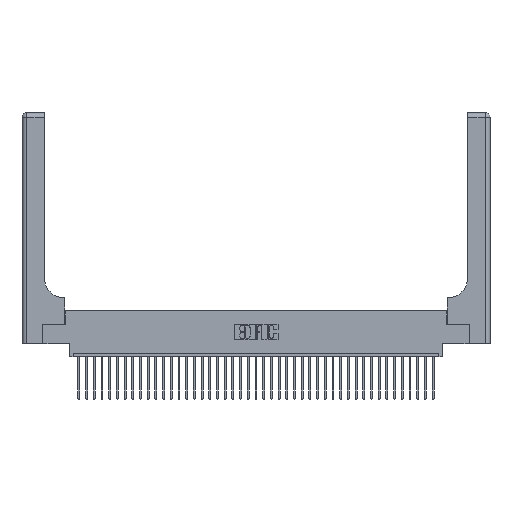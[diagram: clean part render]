
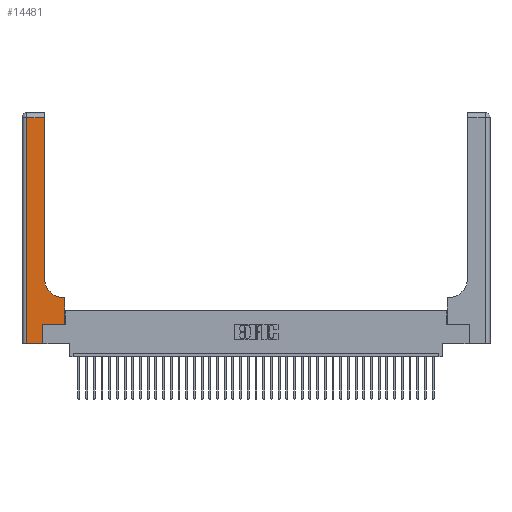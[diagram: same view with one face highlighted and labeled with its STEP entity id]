
A CAD part, top view. The second image highlights one B-rep face of the part: STEP entity #14481.
In plain terms, the highlighted planar face has unit normal (0, 0, 1).
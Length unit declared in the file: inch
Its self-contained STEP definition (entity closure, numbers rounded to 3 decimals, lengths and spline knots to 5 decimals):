
#226 = CARTESIAN_POINT ( 'NONE',  ( 0.2915, 3., 0.37 ) ) ;
#560 = ORIENTED_EDGE ( 'NONE', *, *, #8797, .T. ) ;
#929 = LINE ( 'NONE', #15800, #34268 ) ;
#1512 = PLANE ( 'NONE',  #8247 ) ;
#1952 = VERTEX_POINT ( 'NONE', #17466 ) ;
#2606 = VERTEX_POINT ( 'NONE', #23652 ) ;
#2610 = DIRECTION ( 'NONE',  ( 0., 1., 0. ) ) ;
#2737 = CARTESIAN_POINT ( 'NONE',  ( 0.5585, 0.25, 0.37 ) ) ;
#3853 = ORIENTED_EDGE ( 'NONE', *, *, #24293, .T. ) ;
#3910 = DIRECTION ( 'NONE',  ( 0., 1., 0. ) ) ;
#4076 = DIRECTION ( 'NONE',  ( -1., 0., 0. ) ) ;
#4172 = CARTESIAN_POINT ( 'NONE',  ( 0.06, 0., 0.37 ) ) ;
#4311 = LINE ( 'NONE', #28050, #21280 ) ;
#6461 = ORIENTED_EDGE ( 'NONE', *, *, #32866, .T. ) ;
#6956 = EDGE_CURVE ( 'NONE', #9109, #32005, #19926, .T. ) ;
#7912 = EDGE_CURVE ( 'NONE', #21656, #2606, #13102, .T. ) ;
#8008 = ORIENTED_EDGE ( 'NONE', *, *, #6956, .T. ) ;
#8247 = AXIS2_PLACEMENT_3D ( 'NONE', #13535, #23109, #4076 ) ;
#8797 = EDGE_CURVE ( 'NONE', #32819, #1952, #4311, .T. ) ;
#8834 = VERTEX_POINT ( 'NONE', #25194 ) ;
#9109 = VERTEX_POINT ( 'NONE', #4172 ) ;
#9270 = LINE ( 'NONE', #34719, #14121 ) ;
#9333 = VECTOR ( 'NONE', #9456, 39.37008 ) ;
#9456 = DIRECTION ( 'NONE',  ( 1., 0., 0. ) ) ;
#13102 = LINE ( 'NONE', #226, #21809 ) ;
#13335 = ORIENTED_EDGE ( 'NONE', *, *, #7912, .T. ) ;
#13535 = CARTESIAN_POINT ( 'NONE',  ( 0., 3., 0.37 ) ) ;
#13735 = EDGE_LOOP ( 'NONE', ( #13335, #39407, #3853, #8008, #6461, #560, #24588, #23978, #21194 ) ) ;
#14121 = VECTOR ( 'NONE', #17574, 39.37008 ) ;
#14451 = VECTOR ( 'NONE', #2610, 39.37008 ) ;
#14481 = ADVANCED_FACE ( 'NONE', ( #16405 ), #1512, .F. ) ;
#14954 = LINE ( 'NONE', #2737, #14451 ) ;
#15800 = CARTESIAN_POINT ( 'NONE',  ( 0.269, 0., 0.37 ) ) ;
#16405 = FACE_OUTER_BOUND ( 'NONE', #13735, .T. ) ;
#16600 = AXIS2_PLACEMENT_3D ( 'NONE', #19584, #25708, #25831 ) ;
#17466 = CARTESIAN_POINT ( 'NONE',  ( 0.5585, 0.25, 0.37 ) ) ;
#17574 = DIRECTION ( 'NONE',  ( -1., 0., 0. ) ) ;
#18752 = CARTESIAN_POINT ( 'NONE',  ( 0.5585, 0.6, 0.37 ) ) ;
#19584 = CARTESIAN_POINT ( 'NONE',  ( 0.5415, 0.85, 0.37 ) ) ;
#19926 = LINE ( 'NONE', #37548, #9333 ) ;
#21194 = ORIENTED_EDGE ( 'NONE', *, *, #38529, .T. ) ;
#21280 = VECTOR ( 'NONE', #31173, 39.37008 ) ;
#21656 = VERTEX_POINT ( 'NONE', #28523 ) ;
#21809 = VECTOR ( 'NONE', #39935, 39.37008 ) ;
#23109 = DIRECTION ( 'NONE',  ( 0., 0., -1. ) ) ;
#23652 = CARTESIAN_POINT ( 'NONE',  ( 0.2915, 2.94, 0.37 ) ) ;
#23918 = LINE ( 'NONE', #23921, #34166 ) ;
#23921 = CARTESIAN_POINT ( 'NONE',  ( 0.06, 3., 0.37 ) ) ;
#23978 = ORIENTED_EDGE ( 'NONE', *, *, #24567, .T. ) ;
#24293 = EDGE_CURVE ( 'NONE', #8834, #9109, #23918, .T. ) ;
#24567 = EDGE_CURVE ( 'NONE', #32737, #28883, #33668, .T. ) ;
#24588 = ORIENTED_EDGE ( 'NONE', *, *, #28037, .T. ) ;
#25194 = CARTESIAN_POINT ( 'NONE',  ( 0.06, 2.94, 0.37 ) ) ;
#25708 = DIRECTION ( 'NONE',  ( 0., 0., -1. ) ) ;
#25831 = DIRECTION ( 'NONE',  ( 1., 0., 0. ) ) ;
#25899 = CIRCLE ( 'NONE', #16600, 0.25 ) ;
#26790 = DIRECTION ( 'NONE',  ( 0., -1., 0. ) ) ;
#28037 = EDGE_CURVE ( 'NONE', #1952, #32737, #14954, .T. ) ;
#28050 = CARTESIAN_POINT ( 'NONE',  ( 0.269, 0.25, 0.37 ) ) ;
#28117 = DIRECTION ( 'NONE',  ( -1., 0., 0. ) ) ;
#28523 = CARTESIAN_POINT ( 'NONE',  ( 0.2915, 0.85, 0.37 ) ) ;
#28883 = VERTEX_POINT ( 'NONE', #35223 ) ;
#30837 = EDGE_CURVE ( 'NONE', #2606, #8834, #9270, .T. ) ;
#31173 = DIRECTION ( 'NONE',  ( 1., 0., 0. ) ) ;
#31379 = CARTESIAN_POINT ( 'NONE',  ( 0.269, 0.25, 0.37 ) ) ;
#31717 = VECTOR ( 'NONE', #28117, 39.37008 ) ;
#32005 = VERTEX_POINT ( 'NONE', #36371 ) ;
#32737 = VERTEX_POINT ( 'NONE', #18752 ) ;
#32819 = VERTEX_POINT ( 'NONE', #31379 ) ;
#32866 = EDGE_CURVE ( 'NONE', #32005, #32819, #929, .T. ) ;
#33668 = LINE ( 'NONE', #34212, #31717 ) ;
#34166 = VECTOR ( 'NONE', #26790, 39.37008 ) ;
#34212 = CARTESIAN_POINT ( 'NONE',  ( 0.2915, 0.6, 0.37 ) ) ;
#34268 = VECTOR ( 'NONE', #3910, 39.37008 ) ;
#34719 = CARTESIAN_POINT ( 'NONE',  ( 0., 2.94, 0.37 ) ) ;
#35223 = CARTESIAN_POINT ( 'NONE',  ( 0.5415, 0.6, 0.37 ) ) ;
#36371 = CARTESIAN_POINT ( 'NONE',  ( 0.269, 0., 0.37 ) ) ;
#37548 = CARTESIAN_POINT ( 'NONE',  ( 0., 0., 0.37 ) ) ;
#38529 = EDGE_CURVE ( 'NONE', #28883, #21656, #25899, .T. ) ;
#39407 = ORIENTED_EDGE ( 'NONE', *, *, #30837, .T. ) ;
#39935 = DIRECTION ( 'NONE',  ( 0., 1., 0. ) ) ;
